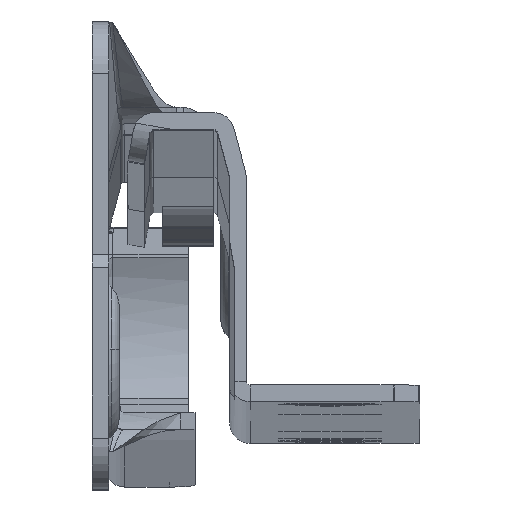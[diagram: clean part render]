
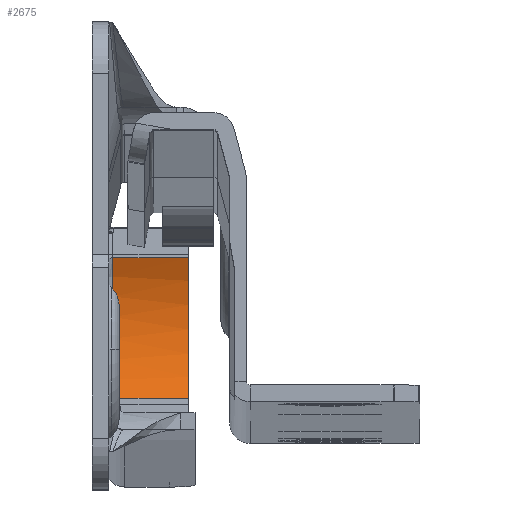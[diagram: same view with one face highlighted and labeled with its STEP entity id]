
A CAD part, top view. The second image highlights one B-rep face of the part: STEP entity #2675.
In plain terms, the highlighted cylindrical face has radius 11 mm (diameter 22 mm), a partial arc.
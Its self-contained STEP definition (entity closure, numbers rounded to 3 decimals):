
#527 = ORIENTED_EDGE ( 'NONE', *, *, #3425, .T. ) ;
#598 = EDGE_CURVE ( 'NONE', #24991, #25335, #7927, .T. ) ;
#662 = EDGE_CURVE ( 'NONE', #15643, #4283, #5794, .T. ) ;
#1060 = DIRECTION ( 'NONE',  ( 0., 0., -1. ) ) ;
#2675 = ADVANCED_FACE ( 'NONE', ( #11538 ), #20620, .F. ) ;
#3159 = AXIS2_PLACEMENT_3D ( 'NONE', #24802, #26753, #4220 ) ;
#3277 = DIRECTION ( 'NONE',  ( -1., 0., 0. ) ) ;
#3425 = EDGE_CURVE ( 'NONE', #25335, #4283, #7074, .T. ) ;
#4220 = DIRECTION ( 'NONE',  ( 0., 0., -1. ) ) ;
#4283 = VERTEX_POINT ( 'NONE', #22126 ) ;
#4970 = EDGE_CURVE ( 'NONE', #29200, #24991, #17038, .T. ) ;
#5794 = LINE ( 'NONE', #14961, #25725 ) ;
#7074 = CIRCLE ( 'NONE', #23925, 11. ) ;
#7927 = CIRCLE ( 'NONE', #3159, 11. ) ;
#9283 = EDGE_LOOP ( 'NONE', ( #21390, #16913, #527, #11482, #28312 ) ) ;
#9438 = DIRECTION ( 'NONE',  ( -1., 0., 0. ) ) ;
#11482 = ORIENTED_EDGE ( 'NONE', *, *, #662, .F. ) ;
#11538 = FACE_OUTER_BOUND ( 'NONE', #9283, .T. ) ;
#12299 = CARTESIAN_POINT ( 'NONE',  ( 6.2, -9.239, -546.693 ) ) ;
#12411 = AXIS2_PLACEMENT_3D ( 'NONE', #12856, #24320, #13151 ) ;
#12856 = CARTESIAN_POINT ( 'NONE',  ( 6.2, -2.904, -537.701 ) ) ;
#13151 = DIRECTION ( 'NONE',  ( 0., 0., -1. ) ) ;
#13972 = VECTOR ( 'NONE', #23666, 1000. ) ;
#14961 = CARTESIAN_POINT ( 'NONE',  ( 6.2, -9.239, -546.693 ) ) ;
#15643 = VERTEX_POINT ( 'NONE', #12299 ) ;
#15810 = CIRCLE ( 'NONE', #12411, 11. ) ;
#16913 = ORIENTED_EDGE ( 'NONE', *, *, #598, .T. ) ;
#17038 = LINE ( 'NONE', #26200, #13972 ) ;
#20620 = CYLINDRICAL_SURFACE ( 'NONE', #29660, 11. ) ;
#20763 = DIRECTION ( 'NONE',  ( 0., 0., 1. ) ) ;
#21390 = ORIENTED_EDGE ( 'NONE', *, *, #4970, .T. ) ;
#22126 = CARTESIAN_POINT ( 'NONE',  ( 0.3, -9.239, -546.693 ) ) ;
#23331 = CARTESIAN_POINT ( 'NONE',  ( 0.3, -2.904, -548.701 ) ) ;
#23666 = DIRECTION ( 'NONE',  ( -1., 0., 0. ) ) ;
#23695 = CARTESIAN_POINT ( 'NONE',  ( 6.2, 1.716, -547.683 ) ) ;
#23925 = AXIS2_PLACEMENT_3D ( 'NONE', #28802, #3277, #1060 ) ;
#24300 = DIRECTION ( 'NONE',  ( -1., 0., 0. ) ) ;
#24320 = DIRECTION ( 'NONE',  ( -1., 0., 0. ) ) ;
#24802 = CARTESIAN_POINT ( 'NONE',  ( 0.3, -2.904, -537.701 ) ) ;
#24991 = VERTEX_POINT ( 'NONE', #25162 ) ;
#25107 = CARTESIAN_POINT ( 'NONE',  ( 6.2, -2.904, -537.701 ) ) ;
#25162 = CARTESIAN_POINT ( 'NONE',  ( 0.3, 1.716, -547.683 ) ) ;
#25335 = VERTEX_POINT ( 'NONE', #23331 ) ;
#25725 = VECTOR ( 'NONE', #24300, 1000. ) ;
#26200 = CARTESIAN_POINT ( 'NONE',  ( 6.2, 1.716, -547.683 ) ) ;
#26753 = DIRECTION ( 'NONE',  ( -1., 0., 0. ) ) ;
#28312 = ORIENTED_EDGE ( 'NONE', *, *, #29040, .F. ) ;
#28802 = CARTESIAN_POINT ( 'NONE',  ( 0.3, -2.904, -537.701 ) ) ;
#29040 = EDGE_CURVE ( 'NONE', #29200, #15643, #15810, .T. ) ;
#29200 = VERTEX_POINT ( 'NONE', #23695 ) ;
#29660 = AXIS2_PLACEMENT_3D ( 'NONE', #25107, #9438, #20763 ) ;
